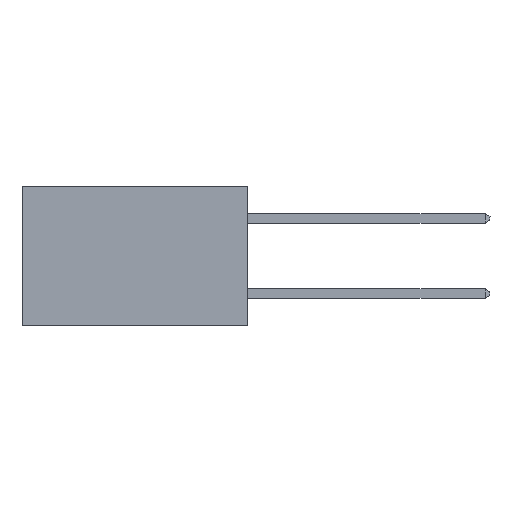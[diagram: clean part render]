
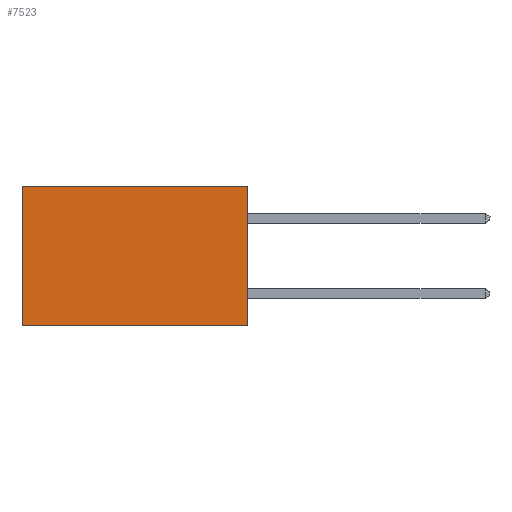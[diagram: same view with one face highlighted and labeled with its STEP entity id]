
A CAD part, left-side view. The second image highlights one B-rep face of the part: STEP entity #7523.
In plain terms, the highlighted planar face has unit normal (-1, 0, 0).
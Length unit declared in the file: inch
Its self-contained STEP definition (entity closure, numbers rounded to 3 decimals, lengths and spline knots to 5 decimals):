
#5 = DIRECTION ( 'NONE',  ( 0., 0., -1. ) ) ;
#690 = ORIENTED_EDGE ( 'NONE', *, *, #8500, .T. ) ;
#916 = EDGE_CURVE ( 'NONE', #1658, #7525, #2436, .T. ) ;
#943 = DIRECTION ( 'NONE',  ( 1., 0., 0. ) ) ;
#993 = DIRECTION ( 'NONE',  ( 0., 0., -1. ) ) ;
#1076 = LINE ( 'NONE', #10238, #10040 ) ;
#1239 = LINE ( 'NONE', #8642, #8618 ) ;
#1477 = VECTOR ( 'NONE', #6308, 39.37008 ) ;
#1658 = VERTEX_POINT ( 'NONE', #9239 ) ;
#1918 = EDGE_LOOP ( 'NONE', ( #4284, #8862, #9337, #690 ) ) ;
#1983 = PLANE ( 'NONE',  #5999 ) ;
#2064 = DIRECTION ( 'NONE',  ( 0., 0., -1. ) ) ;
#2436 = LINE ( 'NONE', #7428, #7476 ) ;
#2654 = CARTESIAN_POINT ( 'NONE',  ( 0.2615, 0., -0.37 ) ) ;
#2910 = CARTESIAN_POINT ( 'NONE',  ( 0.2615, 0., -0.37 ) ) ;
#3064 = VERTEX_POINT ( 'NONE', #5074 ) ;
#3986 = VERTEX_POINT ( 'NONE', #8585 ) ;
#4284 = ORIENTED_EDGE ( 'NONE', *, *, #7309, .T. ) ;
#4779 = LINE ( 'NONE', #2910, #1477 ) ;
#5074 = CARTESIAN_POINT ( 'NONE',  ( 0.2615, 0.6, 0. ) ) ;
#5999 = AXIS2_PLACEMENT_3D ( 'NONE', #7031, #943, #993 ) ;
#6308 = DIRECTION ( 'NONE',  ( 0., 1., 0. ) ) ;
#7031 = CARTESIAN_POINT ( 'NONE',  ( 0.2615, 0., -0.37 ) ) ;
#7309 = EDGE_CURVE ( 'NONE', #3064, #3986, #1239, .T. ) ;
#7428 = CARTESIAN_POINT ( 'NONE',  ( 0.2615, 0., -0.37 ) ) ;
#7476 = VECTOR ( 'NONE', #5, 39.37008 ) ;
#7523 = ADVANCED_FACE ( 'NONE', ( #8466 ), #1983, .F. ) ;
#7525 = VERTEX_POINT ( 'NONE', #2654 ) ;
#7780 = DIRECTION ( 'NONE',  ( 0., 1., 0. ) ) ;
#8466 = FACE_OUTER_BOUND ( 'NONE', #1918, .T. ) ;
#8500 = EDGE_CURVE ( 'NONE', #1658, #3064, #1076, .T. ) ;
#8585 = CARTESIAN_POINT ( 'NONE',  ( 0.2615, 0.6, -0.37 ) ) ;
#8618 = VECTOR ( 'NONE', #2064, 39.37008 ) ;
#8642 = CARTESIAN_POINT ( 'NONE',  ( 0.2615, 0.6, -0.37 ) ) ;
#8862 = ORIENTED_EDGE ( 'NONE', *, *, #9495, .F. ) ;
#9239 = CARTESIAN_POINT ( 'NONE',  ( 0.2615, 0., 0. ) ) ;
#9337 = ORIENTED_EDGE ( 'NONE', *, *, #916, .F. ) ;
#9495 = EDGE_CURVE ( 'NONE', #7525, #3986, #4779, .T. ) ;
#10040 = VECTOR ( 'NONE', #7780, 39.37008 ) ;
#10238 = CARTESIAN_POINT ( 'NONE',  ( 0.2615, 0., 0. ) ) ;
